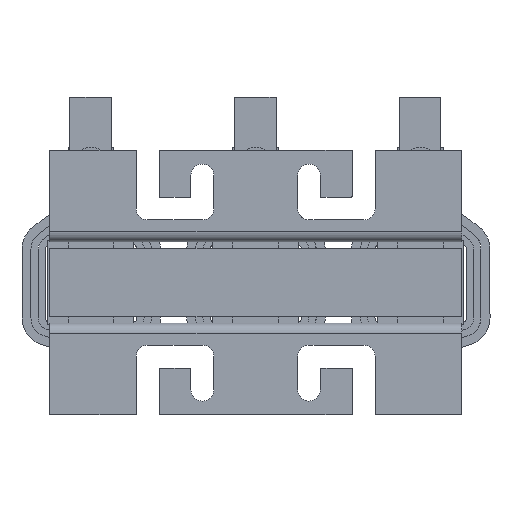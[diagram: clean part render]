
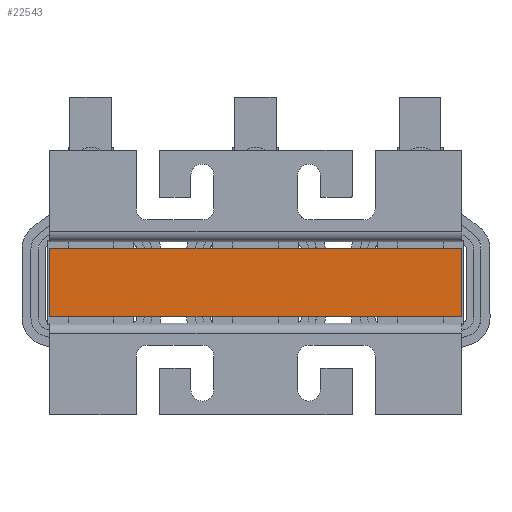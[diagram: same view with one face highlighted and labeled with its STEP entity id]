
A CAD part, front view. The second image highlights one B-rep face of the part: STEP entity #22543.
In plain terms, the highlighted planar face has unit normal (0, -1, 0).
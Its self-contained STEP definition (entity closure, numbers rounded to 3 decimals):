
#4982 = PLANE ( 'NONE',  #28149 ) ;
#4983 = CARTESIAN_POINT ( 'NONE',  ( 114.3, -103.817, -19.05 ) ) ;
#4984 = DIRECTION ( 'NONE',  ( 0., -1., 0. ) ) ;
#4985 = DIRECTION ( 'NONE',  ( 0., 0., -1. ) ) ;
#6981 = VERTEX_POINT ( 'NONE', #9714 ) ;
#6983 = VERTEX_POINT ( 'NONE', #9716 ) ;
#6985 = VERTEX_POINT ( 'NONE', #9718 ) ;
#6986 = VERTEX_POINT ( 'NONE', #9719 ) ;
#8723 = LINE ( 'NONE', #12070, #28804 ) ;
#8768 = LINE ( 'NONE', #12182, #28862 ) ;
#8788 = LINE ( 'NONE', #12230, #28886 ) ;
#9030 = LINE ( 'NONE', #32710, #32096 ) ;
#9714 = CARTESIAN_POINT ( 'NONE',  ( -114.3, -103.817, 19.05 ) ) ;
#9716 = CARTESIAN_POINT ( 'NONE',  ( 114.3, -103.817, 19.05 ) ) ;
#9718 = CARTESIAN_POINT ( 'NONE',  ( -114.3, -103.817, -19.05 ) ) ;
#9719 = CARTESIAN_POINT ( 'NONE',  ( 114.3, -103.817, -19.05 ) ) ;
#12070 = CARTESIAN_POINT ( 'NONE',  ( 114.3, -103.817, -19.05 ) ) ;
#12071 = DIRECTION ( 'NONE',  ( 0., 0., 1. ) ) ;
#12182 = CARTESIAN_POINT ( 'NONE',  ( 114.3, -103.817, -19.05 ) ) ;
#12183 = DIRECTION ( 'NONE',  ( -1., 0., 0. ) ) ;
#12230 = CARTESIAN_POINT ( 'NONE',  ( 114.3, -103.817, 19.05 ) ) ;
#12231 = DIRECTION ( 'NONE',  ( -1., 0., 0. ) ) ;
#17812 = EDGE_LOOP ( 'NONE', ( #17969, #17961, #17962, #17959 ) ) ;
#17959 = ORIENTED_EDGE ( 'NONE', *, *, #31772, .T. ) ;
#17961 = ORIENTED_EDGE ( 'NONE', *, *, #31738, .F. ) ;
#17962 = ORIENTED_EDGE ( 'NONE', *, *, #31658, .T. ) ;
#17969 = ORIENTED_EDGE ( 'NONE', *, *, #32235, .F. ) ;
#18024 = FACE_OUTER_BOUND ( 'NONE', #17812, .T. ) ;
#22543 = ADVANCED_FACE ( 'NONE', ( #18024 ), #4982, .T. ) ;
#28149 = AXIS2_PLACEMENT_3D ( 'NONE', #4983, #4984, #4985 ) ;
#28804 = VECTOR ( 'NONE', #12071, 1000. ) ;
#28862 = VECTOR ( 'NONE', #12183, 1000. ) ;
#28886 = VECTOR ( 'NONE', #12231, 1000. ) ;
#31658 = EDGE_CURVE ( 'NONE', #6986, #6983, #8723, .T. ) ;
#31738 = EDGE_CURVE ( 'NONE', #6986, #6985, #8768, .T. ) ;
#31772 = EDGE_CURVE ( 'NONE', #6983, #6981, #8788, .T. ) ;
#32096 = VECTOR ( 'NONE', #32711, 1000. ) ;
#32235 = EDGE_CURVE ( 'NONE', #6985, #6981, #9030, .T. ) ;
#32710 = CARTESIAN_POINT ( 'NONE',  ( -114.3, -103.817, -19.05 ) ) ;
#32711 = DIRECTION ( 'NONE',  ( 0., 0., 1. ) ) ;
